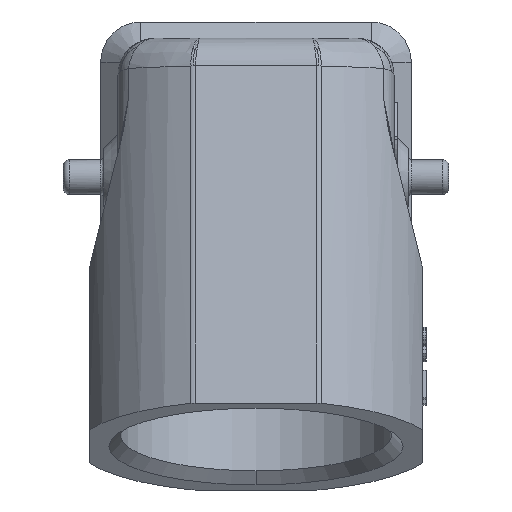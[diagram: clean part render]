
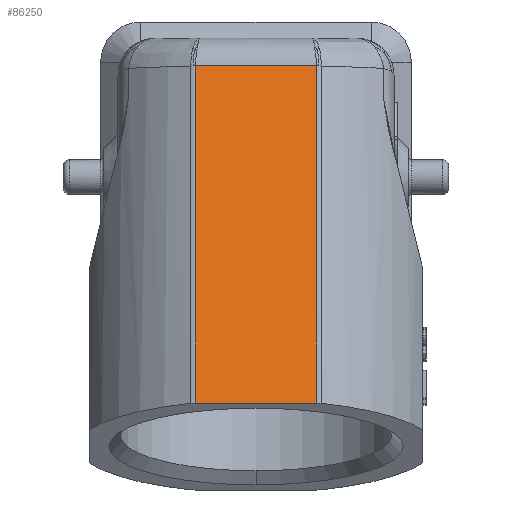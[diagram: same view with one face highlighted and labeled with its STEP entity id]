
A CAD part, top view. The second image highlights one B-rep face of the part: STEP entity #86250.
In plain terms, the highlighted planar face has unit normal (0, 0.259, 0.966).
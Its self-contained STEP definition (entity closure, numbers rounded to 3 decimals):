
#13520=CARTESIAN_POINT('',(37.174,20.612,
62.156));
#13530=VERTEX_POINT('',#13520);
#13560=CARTESIAN_POINT('',(0.,20.612,62.156));
#13570=DIRECTION('',(1.,0.,0.));
#13580=VECTOR('',#13570,1.);
#13590=LINE('',#13560,#13580);
#13600=CARTESIAN_POINT('',(47.757,20.612,
62.156));
#13610=VERTEX_POINT('',#13600);
#13620=EDGE_CURVE('',#13530,#13610,#13590,.T.);
#26080=CARTESIAN_POINT('',(0.,49.987,54.285));
#26090=DIRECTION('',(1.,0.,0.));
#26100=VECTOR('',#26090,1.);
#26110=LINE('',#26080,#26100);
#26120=CARTESIAN_POINT('',(37.174,49.987,
54.285));
#26130=VERTEX_POINT('',#26120);
#26140=CARTESIAN_POINT('',(47.757,49.987,
54.285));
#26150=VERTEX_POINT('',#26140);
#26160=EDGE_CURVE('',#26130,#26150,#26110,.T.);
#86040=CARTESIAN_POINT('',(27.966,20.612,62.156))
;
#86050=DIRECTION('',(-0.,-0.259,-0.966));
#86060=DIRECTION('',(-1.,0.,0.));
#86070=AXIS2_PLACEMENT_3D('',#86040,#86050,#86060);
#86080=PLANE('',#86070);
#86090=ORIENTED_EDGE('',*,*,#13620,.T.);
#86100=CARTESIAN_POINT('',(37.174,20.612,
62.156));
#86110=DIRECTION('',(0.,-0.966,0.259));
#86120=VECTOR('',#86110,1.);
#86130=LINE('',#86100,#86120);
#86140=EDGE_CURVE('',#26130,#13530,#86130,.T.);
#86150=ORIENTED_EDGE('',*,*,#86140,.T.);
#86160=ORIENTED_EDGE('',*,*,#26160,.F.);
#86170=CARTESIAN_POINT('',(47.757,20.612,
62.156));
#86180=DIRECTION('',(0.,-0.966,0.259));
#86190=VECTOR('',#86180,1.);
#86200=LINE('',#86170,#86190);
#86210=EDGE_CURVE('',#26150,#13610,#86200,.T.);
#86220=ORIENTED_EDGE('',*,*,#86210,.F.);
#86230=EDGE_LOOP('',(#86220,#86160,#86150,#86090));
#86240=FACE_OUTER_BOUND('',#86230,.T.);
#86250=ADVANCED_FACE('',(#86240),#86080,.F.);
